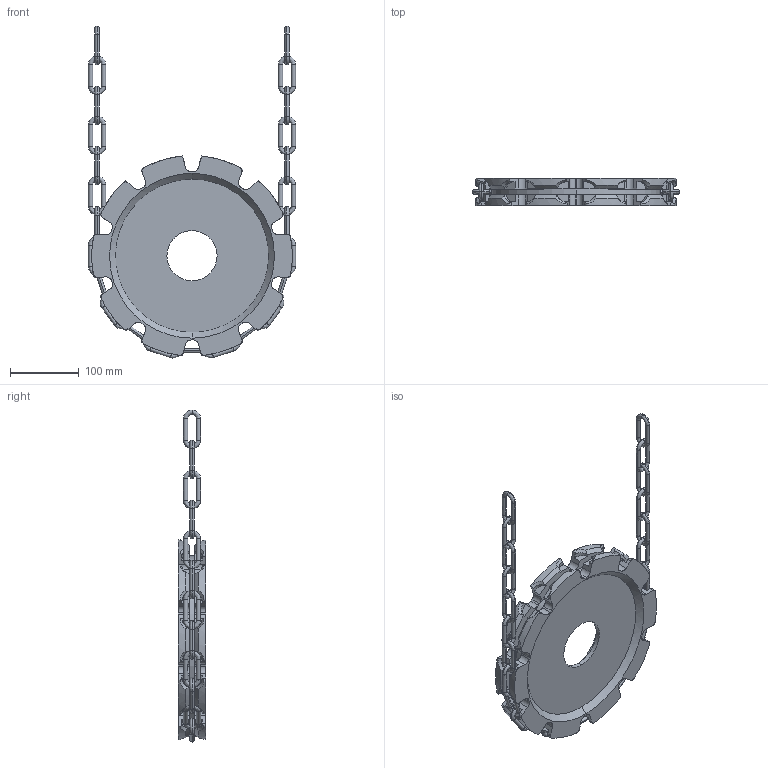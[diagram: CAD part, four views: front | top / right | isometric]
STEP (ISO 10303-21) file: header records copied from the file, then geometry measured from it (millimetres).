
FILE_DESCRIPTION(('FreeCAD Model'),'2;1');
FILE_NAME('Open CASCADE Shape Model','2025-05-09T19:46:49',('FreeCAD'),( 'FreeCAD'),'Open CASCADE STEP processor 7.6','FreeCAD','Unknown');
FILE_SCHEMA(('AUTOMOTIVE_DESIGN { 1 0 10303 214 1 1 1 1 }'));
Products named in the file (1): Open CASCADE STEP translator 7.6 1
Bounding box: 300.44 x 39.48 x 481.65 mm (x, y, z)
Volume: 1368855.4 mm3; surface area: 259490.7 mm2
Topology: 27 solids, 27 shells, 677 faces, 1690 edges, 1018 vertices
Faces by surface type: bspline 677
Entity records: 35412 total; most frequent: CARTESIAN_POINT 26021, ORIENTED_EDGE 3380, EDGE_CURVE 1690, VERTEX_POINT 1018, B_SPLINE_CURVE_WITH_KNOTS 988, FACE_BOUND 682, EDGE_LOOP 682, ADVANCED_FACE 677
